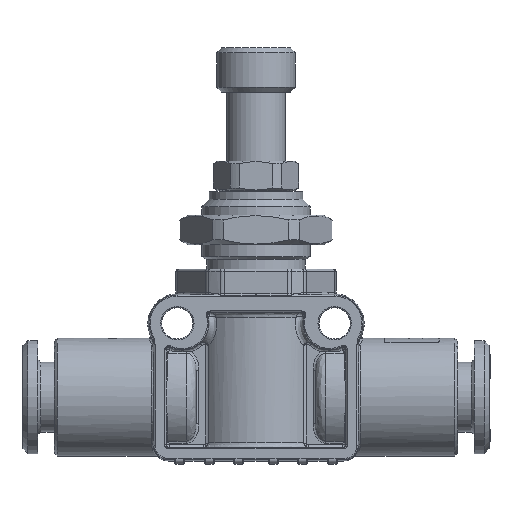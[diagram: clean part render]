
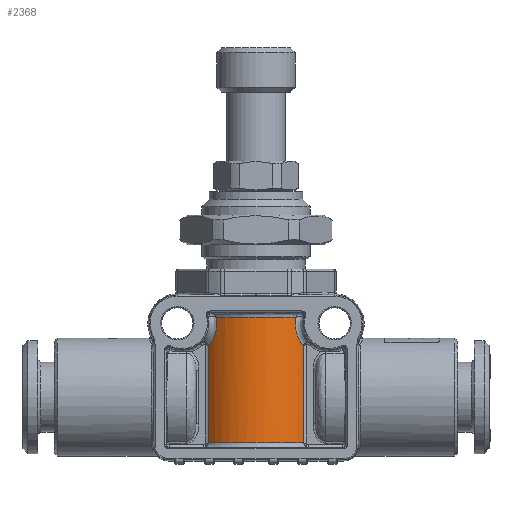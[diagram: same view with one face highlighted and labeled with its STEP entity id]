
A CAD part, top view. The second image highlights one B-rep face of the part: STEP entity #2368.
In plain terms, the highlighted cylindrical face has radius 6.3 mm (diameter 12.6 mm), a partial arc.
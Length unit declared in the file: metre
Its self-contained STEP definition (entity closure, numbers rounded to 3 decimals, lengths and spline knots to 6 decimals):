
#2368 = ADVANCED_FACE( 'NONE', ( #4946 ), #4947, .T. );
#4946 = FACE_OUTER_BOUND( '', #24729, .T. );
#4947 = CYLINDRICAL_SURFACE( '', #24730, 0.0063 );
#24729 = EDGE_LOOP( '', ( #34981, #34982, #34983, #34984, #34985, #34986, #34987, #34988 ) );
#24730 = AXIS2_PLACEMENT_3D( '', #34989, #34990, #34991 );
#34981 = ORIENTED_EDGE( '', *, *, #38758, .F. );
#34982 = ORIENTED_EDGE( '', *, *, #38759, .F. );
#34983 = ORIENTED_EDGE( '', *, *, #38189, .F. );
#34984 = ORIENTED_EDGE( '', *, *, #36740, .T. );
#34985 = ORIENTED_EDGE( '', *, *, #38109, .F. );
#34986 = ORIENTED_EDGE( '', *, *, #38108, .F. );
#34987 = ORIENTED_EDGE( '', *, *, #36572, .T. );
#34988 = ORIENTED_EDGE( '', *, *, #38760, .F. );
#34989 = CARTESIAN_POINT( '', ( 0., 0.002131, 0. ) );
#34990 = DIRECTION( '', ( 0., -1., 0. ) );
#34991 = DIRECTION( '', ( 0., 0., 1. ) );
#36572 = EDGE_CURVE( 'NONE', #39987, #39984, #39988, .T. );
#36740 = EDGE_CURVE( 'NONE', #40272, #40270, #40273, .T. );
#38108 = EDGE_CURVE( 'NONE', #39987, #42289, #42290, .T. );
#38109 = EDGE_CURVE( 'NONE', #42289, #40270, #42291, .T. );
#38189 = EDGE_CURVE( 'NONE', #40272, #42396, #42397, .T. );
#38758 = EDGE_CURVE( 'NONE', #43029, #41162, #43030, .T. );
#38759 = EDGE_CURVE( 'NONE', #42396, #43029, #43031, .T. );
#38760 = EDGE_CURVE( 'NONE', #41162, #39984, #43032, .T. );
#39984 = VERTEX_POINT( 'NONE', #47045 );
#39987 = VERTEX_POINT( 'NONE', #47051 );
#39988 = B_SPLINE_CURVE_WITH_KNOTS( '', 3, ( #47052, #47053, #47054, #47055, #47056, #47057, #47058, #47059, #47060, #47061, #47062, #47063, #47064, #47065, #47066 ), .UNSPECIFIED., .F., .F., ( 4, 1, 1, 1, 1, 1, 1, 1, 1, 1, 1, 1, 4 ), ( 0., 0.050917, 0.101556, 0.1521, 0.202737, 0.253652, 0.380005, 0.506351, 0.630558, 0.755624, 0.835991, 0.917239, 1. ), .UNSPECIFIED. );
#40270 = VERTEX_POINT( 'NONE', #48057 );
#40272 = VERTEX_POINT( 'NONE', #48139 );
#40273 = B_SPLINE_CURVE_WITH_KNOTS( '', 3, ( #48140, #48141, #48142, #48143, #48144, #48145, #48146, #48147, #48148, #48149, #48150, #48151, #48152, #48153, #48154 ), .UNSPECIFIED., .F., .F., ( 4, 1, 1, 1, 1, 1, 1, 1, 1, 1, 1, 1, 4 ), ( 0., 0.04988, 0.099129, 0.147878, 0.196265, 0.244431, 0.369498, 0.493706, 0.620055, 0.746411, 0.831083, 0.915326, 1. ), .UNSPECIFIED. );
#41162 = VERTEX_POINT( 'NONE', #51438 );
#42289 = VERTEX_POINT( 'NONE', #55076 );
#42290 = B_SPLINE_CURVE_WITH_KNOTS( '', 5, ( #55077, #55078, #55079, #55080, #55081, #55082 ), .UNSPECIFIED., .F., .F., ( 6, 6 ), ( 0., 1. ), .UNSPECIFIED. );
#42291 = B_SPLINE_CURVE_WITH_KNOTS( '', 5, ( #55083, #55084, #55085, #55086, #55087, #55088, #55089, #55090, #55091 ), .UNSPECIFIED., .F., .F., ( 6, 3, 6 ), ( 0.500001, 0.638934, 1. ), .UNSPECIFIED. );
#42396 = VERTEX_POINT( 'NONE', #55545 );
#42397 = LINE( '', #55546, #55547 );
#43029 = VERTEX_POINT( 'NONE', #57748 );
#43030 = B_SPLINE_CURVE_WITH_KNOTS( '', 5, ( #57749, #57750, #57751, #57752, #57753, #57754, #57755, #57756, #57757 ), .UNSPECIFIED., .F., .F., ( 6, 3, 6 ), ( 0., 0.293372, 1. ), .UNSPECIFIED. );
#43031 = B_SPLINE_CURVE_WITH_KNOTS( '', 5, ( #57758, #57759, #57760, #57761, #57762, #57763 ), .UNSPECIFIED., .F., .F., ( 6, 6 ), ( 0., 1. ), .UNSPECIFIED. );
#43032 = LINE( '', #57764, #57765 );
#47045 = CARTESIAN_POINT( '', ( -0.004803, 0.012058, 0.004076 ) );
#47051 = CARTESIAN_POINT( '', ( -0.00403, 0.01491, 0.004843 ) );
#47052 = CARTESIAN_POINT( '', ( -0.00403, 0.01491, 0.004843 ) );
#47053 = CARTESIAN_POINT( '', ( -0.004021, 0.014857, 0.00485 ) );
#47054 = CARTESIAN_POINT( '', ( -0.004004, 0.014749, 0.004864 ) );
#47055 = CARTESIAN_POINT( '', ( -0.003987, 0.014587, 0.004878 ) );
#47056 = CARTESIAN_POINT( '', ( -0.003977, 0.014423, 0.004886 ) );
#47057 = CARTESIAN_POINT( '', ( -0.003975, 0.014259, 0.004887 ) );
#47058 = CARTESIAN_POINT( '', ( -0.003984, 0.014014, 0.00488 ) );
#47059 = CARTESIAN_POINT( '', ( -0.004022, 0.013689, 0.00485 ) );
#47060 = CARTESIAN_POINT( '', ( -0.004115, 0.0133, 0.004771 ) );
#47061 = CARTESIAN_POINT( '', ( -0.004247, 0.012934, 0.004655 ) );
#47062 = CARTESIAN_POINT( '', ( -0.004393, 0.012639, 0.004517 ) );
#47063 = CARTESIAN_POINT( '', ( -0.004536, 0.012405, 0.004373 ) );
#47064 = CARTESIAN_POINT( '', ( -0.004666, 0.012221, 0.004235 ) );
#47065 = CARTESIAN_POINT( '', ( -0.004757, 0.012112, 0.00413 ) );
#47066 = CARTESIAN_POINT( '', ( -0.004803, 0.012058, 0.004076 ) );
#48057 = CARTESIAN_POINT( '', ( 0.00403, 0.01491, 0.004843 ) );
#48139 = CARTESIAN_POINT( '', ( 0.004803, 0.012058, 0.004076 ) );
#48140 = CARTESIAN_POINT( '', ( 0.004803, 0.012058, 0.004076 ) );
#48141 = CARTESIAN_POINT( '', ( 0.004776, 0.01209, 0.004109 ) );
#48142 = CARTESIAN_POINT( '', ( 0.00472, 0.012155, 0.004173 ) );
#48143 = CARTESIAN_POINT( '', ( 0.00464, 0.01226, 0.004262 ) );
#48144 = CARTESIAN_POINT( '', ( 0.004562, 0.012369, 0.004346 ) );
#48145 = CARTESIAN_POINT( '', ( 0.004487, 0.012484, 0.004422 ) );
#48146 = CARTESIAN_POINT( '', ( 0.004379, 0.012667, 0.004531 ) );
#48147 = CARTESIAN_POINT( '', ( 0.004247, 0.012933, 0.004655 ) );
#48148 = CARTESIAN_POINT( '', ( 0.004115, 0.0133, 0.004771 ) );
#48149 = CARTESIAN_POINT( '', ( 0.004022, 0.013689, 0.004849 ) );
#48150 = CARTESIAN_POINT( '', ( 0.00398, 0.01405, 0.004884 ) );
#48151 = CARTESIAN_POINT( '', ( 0.003974, 0.014369, 0.004889 ) );
#48152 = CARTESIAN_POINT( '', ( 0.003988, 0.014642, 0.004877 ) );
#48153 = CARTESIAN_POINT( '', ( 0.004016, 0.014821, 0.004854 ) );
#48154 = CARTESIAN_POINT( '', ( 0.00403, 0.01491, 0.004843 ) );
#51438 = CARTESIAN_POINT( '', ( -0.004803, 0.002173, 0.004076 ) );
#55076 = CARTESIAN_POINT( '', ( 0., 0.014938, 0.0063 ) );
#55077 = CARTESIAN_POINT( '', ( -0.00403, 0.01491, 0.004843 ) );
#55078 = CARTESIAN_POINT( '', ( -0.003358, 0.014921, 0.005402 ) );
#55079 = CARTESIAN_POINT( '', ( -0.002589, 0.014929, 0.005845 ) );
#55080 = CARTESIAN_POINT( '', ( -0.001749, 0.014935, 0.006148 ) );
#55081 = CARTESIAN_POINT( '', ( -0.000875, 0.014938, 0.0063 ) );
#55082 = CARTESIAN_POINT( '', ( 0., 0.014938, 0.0063 ) );
#55083 = CARTESIAN_POINT( '', ( 0., 0.014938, 0.0063 ) );
#55084 = CARTESIAN_POINT( '', ( 0.000243, 0.014938, 0.0063 ) );
#55085 = CARTESIAN_POINT( '', ( 0.000486, 0.014937, 0.006288 ) );
#55086 = CARTESIAN_POINT( '', ( 0.000728, 0.014937, 0.006265 ) );
#55087 = CARTESIAN_POINT( '', ( 0.001595, 0.014935, 0.006139 ) );
#55088 = CARTESIAN_POINT( '', ( 0.002432, 0.014929, 0.005863 ) );
#55089 = CARTESIAN_POINT( '', ( 0.003008, 0.014924, 0.00559 ) );
#55090 = CARTESIAN_POINT( '', ( 0.003544, 0.014918, 0.005246 ) );
#55091 = CARTESIAN_POINT( '', ( 0.00403, 0.01491, 0.004843 ) );
#55545 = CARTESIAN_POINT( '', ( 0.004803, 0.002173, 0.004076 ) );
#55546 = CARTESIAN_POINT( '', ( 0.004803, 0.008535, 0.004076 ) );
#55547 = VECTOR( '', #59896, 1. );
#57748 = CARTESIAN_POINT( '', ( 0., 0.002131, 0.0063 ) );
#57749 = CARTESIAN_POINT( '', ( 0., 0.002131, 0.0063 ) );
#57750 = CARTESIAN_POINT( '', ( -0.000321, 0.002131, 0.0063 ) );
#57751 = CARTESIAN_POINT( '', ( -0.000641, 0.002132, 0.00628 ) );
#57752 = CARTESIAN_POINT( '', ( -0.00096, 0.002133, 0.006239 ) );
#57753 = CARTESIAN_POINT( '', ( -0.002035, 0.002136, 0.006031 ) );
#57754 = CARTESIAN_POINT( '', ( -0.00305, 0.002145, 0.005594 ) );
#57755 = CARTESIAN_POINT( '', ( -0.003714, 0.002153, 0.005177 ) );
#57756 = CARTESIAN_POINT( '', ( -0.004304, 0.002162, 0.004665 ) );
#57757 = CARTESIAN_POINT( '', ( -0.004803, 0.002173, 0.004076 ) );
#57758 = CARTESIAN_POINT( '', ( 0.004803, 0.002173, 0.004076 ) );
#57759 = CARTESIAN_POINT( '', ( 0.004097, 0.002158, 0.004909 ) );
#57760 = CARTESIAN_POINT( '', ( 0.003209, 0.002145, 0.005589 ) );
#57761 = CARTESIAN_POINT( '', ( 0.002185, 0.002136, 0.006063 ) );
#57762 = CARTESIAN_POINT( '', ( 0.001093, 0.002131, 0.0063 ) );
#57763 = CARTESIAN_POINT( '', ( 0., 0.002131, 0.0063 ) );
#57764 = CARTESIAN_POINT( '', ( -0.004803, 0.008535, 0.004076 ) );
#57765 = VECTOR( '', #60189, 1. );
#59896 = DIRECTION( '', ( 0., -1., 0. ) );
#60189 = DIRECTION( '', ( 0., 1., 0. ) );
